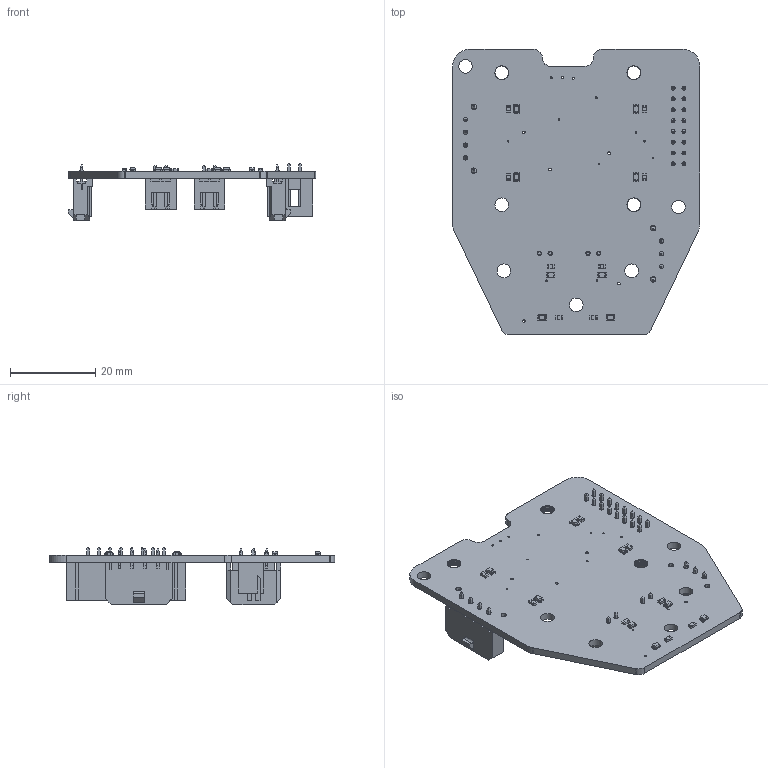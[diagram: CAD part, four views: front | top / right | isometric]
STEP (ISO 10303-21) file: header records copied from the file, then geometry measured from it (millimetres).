
FILE_DESCRIPTION(/* description */ (''),/* implementation_level */ '2;1');
FILE_NAME(/* name */ '000872 - Extruder PCB Assembly v9.step',/* time_stamp */ '2023-07-27T14:27:43+02:00',/* author */ (''),/* organization */ (''),/* preprocessor_version */ 'ST-DEVELOPER v20',/* originating_system */ 'Autodesk Translation Framework v12.9.0.99',/* authorisation */ '');
FILE_SCHEMA (('AUTOMOTIVE_DESIGN { 1 0 10303 214 3 1 1 }'));
Products named in the file (21): 000872 - Extruder PCB Assembly; Board; Packages; ML16; 43650-0315; 1 (1); 1; 43650-0415; 1 (1) (1); 1 (2); 000872; LOGO_V2_20MM; JST-XH-02-PACKAGE-LONG-PAD; 3,2; CHIPLED_0805_BLUE; CHIPLED_0805_GREEN; CHIPLED_0805_RED; CHIPLED_0805_YELLOW; R0603; 5-1,8; 5-2,5
Assembly tree (39 placements, depth 4):
  000872 - Extruder PCB Assembly
    Board
    Packages
      ML16
      43650-0315
        1 (1)
        1
      43650-0415
        1 (1) (1)
        1 (2)
      000872
      LOGO_V2_20MM
      JST-XH-02-PACKAGE-LONG-PAD  x2
      3,2  x4
      CHIPLED_0805_BLUE
      CHIPLED_0805_GREEN  x4
      CHIPLED_0805_RED  x2
      CHIPLED_0805_YELLOW
      R0603  x8
      5-1,8  x4
      5-2,5  x2
Bounding box: 58.13 x 67 x 13.4 mm (x, y, z)
Volume: 7775.3 mm3; surface area: 12185.5 mm2
Topology: 64 solids, 104 shells, 3290 faces, 8130 edges, 5152 vertices
Faces by surface type: plane 2518, cylinder 518, sphere 128, bspline 126
Full cylindrical faces by diameter (mm): 0.35 x8, 0.45 x4, 0.6 x5, 0.914 x16, 1.016 x4, 1.02 x7, 3.2 x6
Entity records: 68953 total; most frequent: CARTESIAN_POINT 14296, ORIENTED_EDGE 11232, DIRECTION 10438, EDGE_CURVE 5616, LINE 4906, VECTOR 4906, VERTEX_POINT 3616, AXIS2_PLACEMENT_3D 2766
